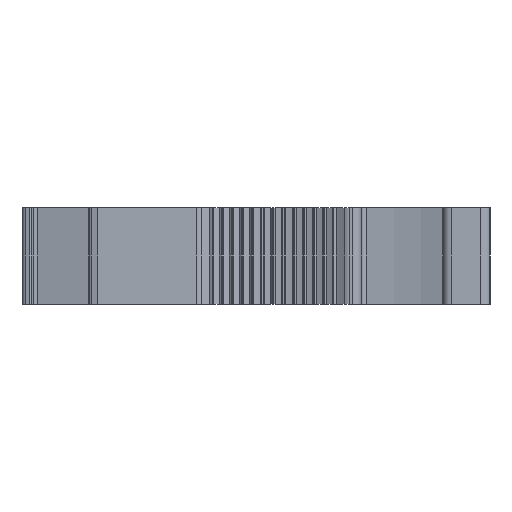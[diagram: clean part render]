
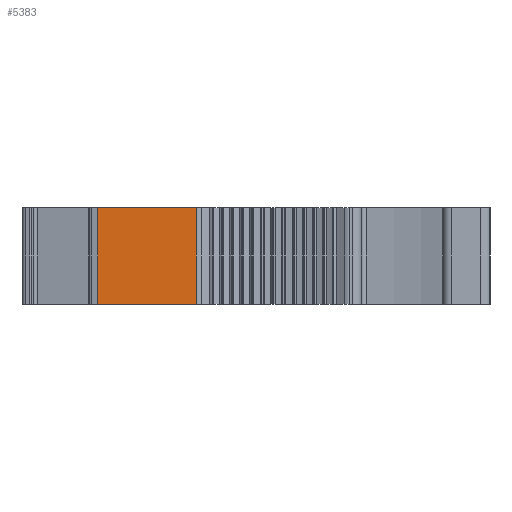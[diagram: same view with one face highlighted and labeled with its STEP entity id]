
A CAD part, left-side view. The second image highlights one B-rep face of the part: STEP entity #5383.
In plain terms, the highlighted planar face has unit normal (-1, 0, 0).
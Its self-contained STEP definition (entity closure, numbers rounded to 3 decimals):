
#1548=DIRECTION('',(0.,-1.,0.));
#1549=VECTOR('',#1548,10.452);
#1550=CARTESIAN_POINT('',(-30.8,16.778,5.1));
#1551=LINE('',#1550,#1549);
#1937=DIRECTION('',(0.,0.,1.));
#1938=VECTOR('',#1937,10.2);
#1939=CARTESIAN_POINT('',(-30.8,16.778,-5.1));
#1940=LINE('',#1939,#1938);
#1941=DIRECTION('',(0.,0.,1.));
#1942=VECTOR('',#1941,10.2);
#1943=CARTESIAN_POINT('',(-30.8,6.327,-5.1));
#1944=LINE('',#1943,#1942);
#1945=DIRECTION('',(0.,-1.,0.));
#1946=VECTOR('',#1945,10.452);
#1947=CARTESIAN_POINT('',(-30.8,16.778,-5.1));
#1948=LINE('',#1947,#1946);
#3021=CARTESIAN_POINT('',(-30.8,16.778,-5.1));
#3022=CARTESIAN_POINT('',(-30.8,16.778,5.1));
#3023=VERTEX_POINT('',#3021);
#3024=VERTEX_POINT('',#3022);
#3025=CARTESIAN_POINT('',(-30.8,6.327,-5.1));
#3026=CARTESIAN_POINT('',(-30.8,6.327,5.1));
#3027=VERTEX_POINT('',#3025);
#3028=VERTEX_POINT('',#3026);
#5370=CARTESIAN_POINT('',(-30.8,40.,-5.1));
#5371=DIRECTION('',(-1.,0.,0.));
#5372=DIRECTION('',(0.,0.,1.));
#5373=AXIS2_PLACEMENT_3D('',#5370,#5371,#5372);
#5374=PLANE('',#5373);
#5376=ORIENTED_EDGE('',*,*,#5375,.T.);
#5377=ORIENTED_EDGE('',*,*,#4676,.T.);
#5379=ORIENTED_EDGE('',*,*,#5378,.F.);
#5380=ORIENTED_EDGE('',*,*,#4054,.F.);
#5381=EDGE_LOOP('',(#5376,#5377,#5379,#5380));
#5382=FACE_OUTER_BOUND('',#5381,.F.);
#4054=EDGE_CURVE('',#3023,#3027,#1948,.T.);
#4676=EDGE_CURVE('',#3024,#3028,#1551,.T.);
#5375=EDGE_CURVE('',#3023,#3024,#1940,.T.);
#5378=EDGE_CURVE('',#3027,#3028,#1944,.T.);
#5383=ADVANCED_FACE('',(#5382),#5374,.T.);
